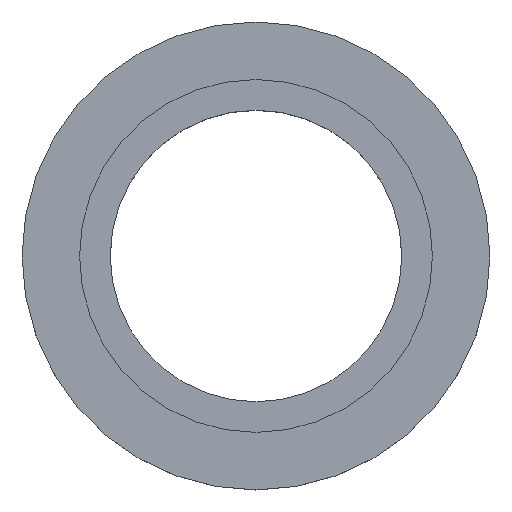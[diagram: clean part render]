
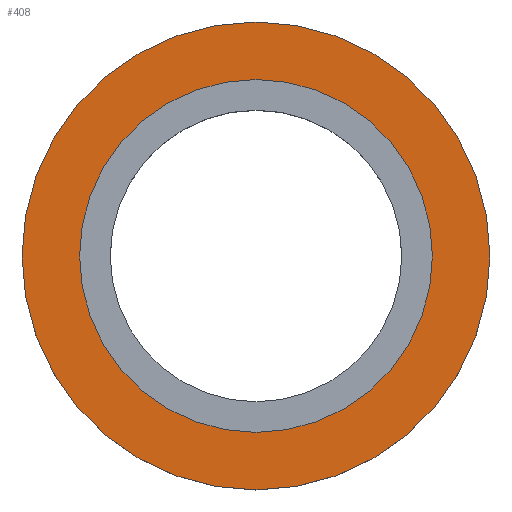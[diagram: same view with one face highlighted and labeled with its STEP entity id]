
A CAD part, top view. The second image highlights one B-rep face of the part: STEP entity #408.
In plain terms, the highlighted planar face has unit normal (0, 0, 1).
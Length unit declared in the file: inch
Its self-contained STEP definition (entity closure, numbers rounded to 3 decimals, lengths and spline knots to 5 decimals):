
#3 = AXIS2_PLACEMENT_3D ( 'NONE', #294, #260, #256 ) ;
#10 = DIRECTION ( 'NONE',  ( 0., 0., 1. ) ) ;
#11 = CARTESIAN_POINT ( 'NONE',  ( 0., 0., -0.0625 ) ) ;
#45 = EDGE_CURVE ( 'NONE', #419, #367, #372, .T. ) ;
#48 = DIRECTION ( 'NONE',  ( 0., 0., 1. ) ) ;
#53 = EDGE_CURVE ( 'NONE', #101, #455, #237, .T. ) ;
#54 = CARTESIAN_POINT ( 'NONE',  ( 0., 11.5, -0.0625 ) ) ;
#58 = PLANE ( 'NONE',  #212 ) ;
#87 = ORIENTED_EDGE ( 'NONE', *, *, #222, .T. ) ;
#99 = FACE_OUTER_BOUND ( 'NONE', #131, .T. ) ;
#101 = VERTEX_POINT ( 'NONE', #385 ) ;
#104 = DIRECTION ( 'NONE',  ( -1., 0., 0. ) ) ;
#110 = DIRECTION ( 'NONE',  ( 0., 0., 1. ) ) ;
#131 = EDGE_LOOP ( 'NONE', ( #87, #176 ) ) ;
#154 = CARTESIAN_POINT ( 'NONE',  ( 11.5, 0., -0.0625 ) ) ;
#176 = ORIENTED_EDGE ( 'NONE', *, *, #53, .T. ) ;
#178 = DIRECTION ( 'NONE',  ( 1., 0., 0. ) ) ;
#180 = AXIS2_PLACEMENT_3D ( 'NONE', #262, #10, #348 ) ;
#208 = ORIENTED_EDGE ( 'NONE', *, *, #415, .F. ) ;
#212 = AXIS2_PLACEMENT_3D ( 'NONE', #54, #490, #104 ) ;
#222 = EDGE_CURVE ( 'NONE', #455, #101, #360, .T. ) ;
#224 = CARTESIAN_POINT ( 'NONE',  ( 0., 0., -0.0625 ) ) ;
#237 = CIRCLE ( 'NONE', #3, 15.25 ) ;
#256 = DIRECTION ( 'NONE',  ( 1., 0., 0. ) ) ;
#260 = DIRECTION ( 'NONE',  ( 0., 0., 1. ) ) ;
#262 = CARTESIAN_POINT ( 'NONE',  ( 0., 0., -0.0625 ) ) ;
#294 = CARTESIAN_POINT ( 'NONE',  ( 0., 0., -0.0625 ) ) ;
#348 = DIRECTION ( 'NONE',  ( 1., 0., 0. ) ) ;
#354 = CARTESIAN_POINT ( 'NONE',  ( 15.25, 0., -0.0625 ) ) ;
#360 = CIRCLE ( 'NONE', #515, 15.25 ) ;
#367 = VERTEX_POINT ( 'NONE', #154 ) ;
#372 = CIRCLE ( 'NONE', #548, 11.5 ) ;
#385 = CARTESIAN_POINT ( 'NONE',  ( -15.25, 0., -0.0625 ) ) ;
#408 = ADVANCED_FACE ( 'NONE', ( #542, #99 ), #58, .F. ) ;
#415 = EDGE_CURVE ( 'NONE', #367, #419, #444, .T. ) ;
#419 = VERTEX_POINT ( 'NONE', #536 ) ;
#444 = CIRCLE ( 'NONE', #180, 11.5 ) ;
#448 = DIRECTION ( 'NONE',  ( 1., 0., 0. ) ) ;
#451 = ORIENTED_EDGE ( 'NONE', *, *, #45, .F. ) ;
#455 = VERTEX_POINT ( 'NONE', #354 ) ;
#479 = EDGE_LOOP ( 'NONE', ( #208, #451 ) ) ;
#490 = DIRECTION ( 'NONE',  ( 0., 0., -1. ) ) ;
#515 = AXIS2_PLACEMENT_3D ( 'NONE', #224, #110, #448 ) ;
#536 = CARTESIAN_POINT ( 'NONE',  ( -11.5, 0., -0.0625 ) ) ;
#542 = FACE_BOUND ( 'NONE', #479, .T. ) ;
#548 = AXIS2_PLACEMENT_3D ( 'NONE', #11, #48, #178 ) ;
